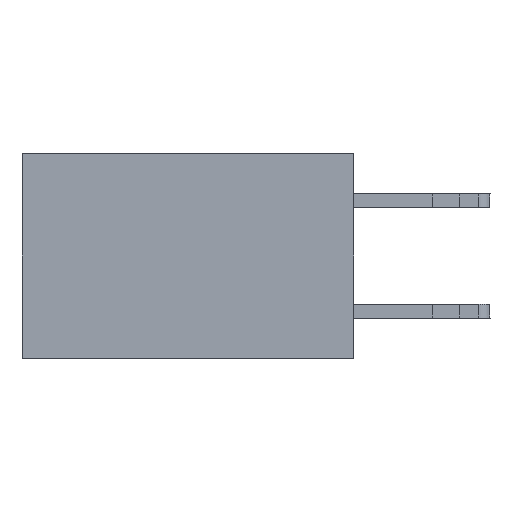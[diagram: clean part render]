
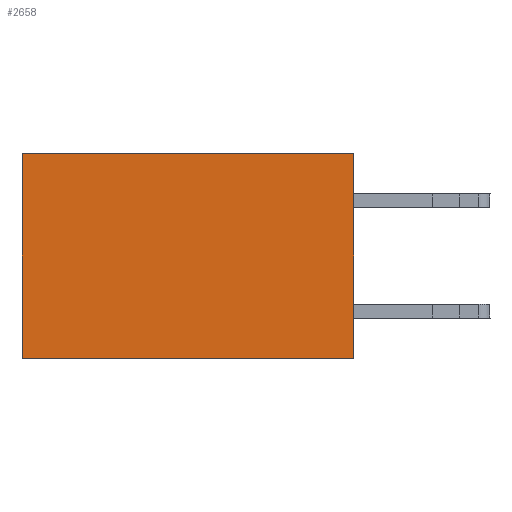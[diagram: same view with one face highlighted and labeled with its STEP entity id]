
A CAD part, left-side view. The second image highlights one B-rep face of the part: STEP entity #2658.
In plain terms, the highlighted planar face has unit normal (-1, 0, 0).
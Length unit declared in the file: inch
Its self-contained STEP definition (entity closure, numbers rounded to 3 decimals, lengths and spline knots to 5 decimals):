
#676 = CARTESIAN_POINT ( 'NONE',  ( 0.2875, 0.6, -0.37 ) ) ;
#927 = LINE ( 'NONE', #23015, #10777 ) ;
#1003 = VECTOR ( 'NONE', #15406, 39.37008 ) ;
#1244 = CARTESIAN_POINT ( 'NONE',  ( 0.2875, 0.6, 0. ) ) ;
#1301 = EDGE_CURVE ( 'NONE', #17883, #17321, #6343, .T. ) ;
#2295 = DIRECTION ( 'NONE',  ( 1., 0., 0. ) ) ;
#2306 = AXIS2_PLACEMENT_3D ( 'NONE', #10226, #2295, #16512 ) ;
#2658 = ADVANCED_FACE ( 'NONE', ( #6868 ), #11946, .F. ) ;
#2943 = VERTEX_POINT ( 'NONE', #13746 ) ;
#3042 = DIRECTION ( 'NONE',  ( 0., 0., -1. ) ) ;
#4148 = EDGE_CURVE ( 'NONE', #17883, #2943, #12671, .T. ) ;
#4592 = DIRECTION ( 'NONE',  ( 0., 0., -1. ) ) ;
#6343 = LINE ( 'NONE', #10401, #6632 ) ;
#6632 = VECTOR ( 'NONE', #4592, 39.37008 ) ;
#6868 = FACE_OUTER_BOUND ( 'NONE', #10354, .T. ) ;
#7359 = CARTESIAN_POINT ( 'NONE',  ( 0.2875, 0., 0. ) ) ;
#8103 = ORIENTED_EDGE ( 'NONE', *, *, #23478, .F. ) ;
#8370 = CARTESIAN_POINT ( 'NONE',  ( 0.2875, 0., -0.37 ) ) ;
#10187 = EDGE_CURVE ( 'NONE', #2943, #11160, #10729, .T. ) ;
#10226 = CARTESIAN_POINT ( 'NONE',  ( 0.2875, 0., 0. ) ) ;
#10354 = EDGE_LOOP ( 'NONE', ( #14593, #8103, #18176, #22309 ) ) ;
#10401 = CARTESIAN_POINT ( 'NONE',  ( 0.2875, 0., 0. ) ) ;
#10729 = LINE ( 'NONE', #1244, #14410 ) ;
#10777 = VECTOR ( 'NONE', #13537, 39.37008 ) ;
#11160 = VERTEX_POINT ( 'NONE', #676 ) ;
#11946 = PLANE ( 'NONE',  #2306 ) ;
#12671 = LINE ( 'NONE', #7359, #1003 ) ;
#13537 = DIRECTION ( 'NONE',  ( 0., 1., 0. ) ) ;
#13746 = CARTESIAN_POINT ( 'NONE',  ( 0.2875, 0.6, 0. ) ) ;
#14410 = VECTOR ( 'NONE', #3042, 39.37008 ) ;
#14593 = ORIENTED_EDGE ( 'NONE', *, *, #10187, .T. ) ;
#15406 = DIRECTION ( 'NONE',  ( 0., 1., 0. ) ) ;
#16512 = DIRECTION ( 'NONE',  ( 0., 0., -1. ) ) ;
#17321 = VERTEX_POINT ( 'NONE', #8370 ) ;
#17627 = CARTESIAN_POINT ( 'NONE',  ( 0.2875, 0., 0. ) ) ;
#17883 = VERTEX_POINT ( 'NONE', #17627 ) ;
#18176 = ORIENTED_EDGE ( 'NONE', *, *, #1301, .F. ) ;
#22309 = ORIENTED_EDGE ( 'NONE', *, *, #4148, .T. ) ;
#23015 = CARTESIAN_POINT ( 'NONE',  ( 0.2875, 0., -0.37 ) ) ;
#23478 = EDGE_CURVE ( 'NONE', #17321, #11160, #927, .T. ) ;
